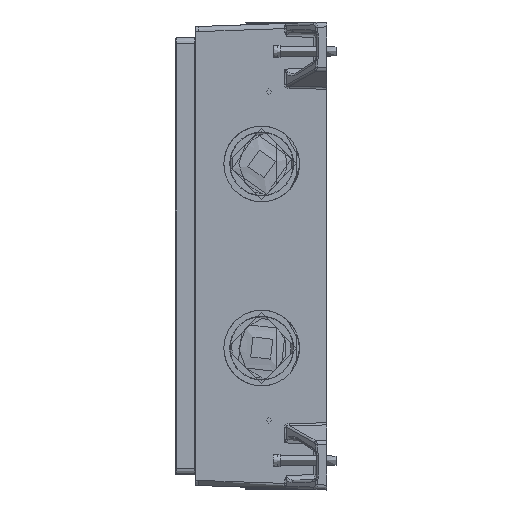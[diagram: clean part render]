
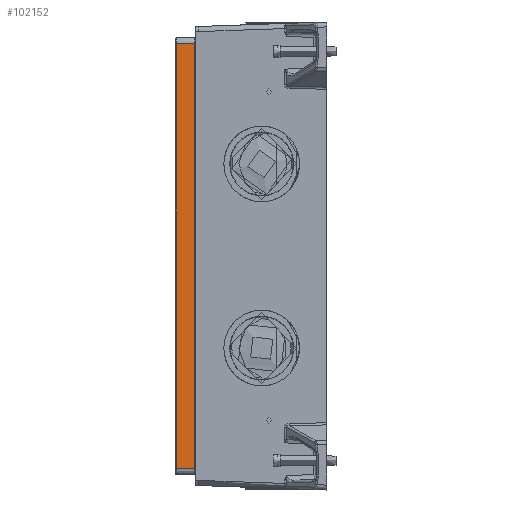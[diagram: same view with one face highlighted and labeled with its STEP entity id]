
A CAD part, left-side view. The second image highlights one B-rep face of the part: STEP entity #102152.
In plain terms, the highlighted planar face has unit normal (-1, 0.009, 0).
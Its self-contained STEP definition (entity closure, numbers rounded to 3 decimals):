
#3241=PLANE('',#108845);
#7881=LINE('',#140020,#18063);
#7882=LINE('',#140025,#18064);
#7883=LINE('',#140028,#18065);
#7884=LINE('',#140029,#18066);
#18063=VECTOR('',#116578,0.445);
#18064=VECTOR('',#116585,10.384);
#18065=VECTOR('',#116588,0.445);
#18066=VECTOR('',#116589,0.394);
#27955=FACE_OUTER_BOUND('',#33927,.T.);
#33927=EDGE_LOOP('',(#74117,#74118,#74119,#74120));
#45880=VERTEX_POINT('',#140015);
#45881=VERTEX_POINT('',#140019);
#45882=VERTEX_POINT('',#140023);
#45883=VERTEX_POINT('',#140027);
#56838=EDGE_CURVE('',#45880,#45881,#7881,.T.);
#56841=EDGE_CURVE('',#45882,#45880,#7882,.T.);
#56842=EDGE_CURVE('',#45882,#45883,#7883,.T.);
#56843=EDGE_CURVE('',#45881,#45883,#7884,.T.);
#74117=ORIENTED_EDGE('',*,*,#56841,.F.);
#74118=ORIENTED_EDGE('',*,*,#56842,.T.);
#74119=ORIENTED_EDGE('',*,*,#56843,.F.);
#74120=ORIENTED_EDGE('',*,*,#56838,.F.);
#102152=ADVANCED_FACE('',(#27955),#3241,.T.);
#108845=AXIS2_PLACEMENT_3D('',#140026,#116586,#116587);
#116578=DIRECTION('',(-0.009,-1.,0.009));
#116585=DIRECTION('',(0.,0.,1.));
#116586=DIRECTION('center_axis',(-1.,0.009,
0.));
#116587=DIRECTION('ref_axis',(0.009,1.,0.));
#116588=DIRECTION('',(-0.009,-1.,-0.009));
#116589=DIRECTION('',(0.,0.,-1.));
#140015=CARTESIAN_POINT('',(-3.094,3.67,0.624));
#140019=CARTESIAN_POINT('',(-3.098,3.225,0.628));
#140020=CARTESIAN_POINT('',(-3.094,3.67,0.624));
#140023=CARTESIAN_POINT('',(-3.094,3.67,-9.76));
#140025=CARTESIAN_POINT('',(-3.094,3.67,-9.76));
#140026=CARTESIAN_POINT('Origin',(-3.093,3.7,0.764));
#140027=CARTESIAN_POINT('',(-3.098,3.225,-9.764));
#140028=CARTESIAN_POINT('',(-3.094,3.67,-9.76));
#140029=CARTESIAN_POINT('',(-3.098,3.225,0.628));
